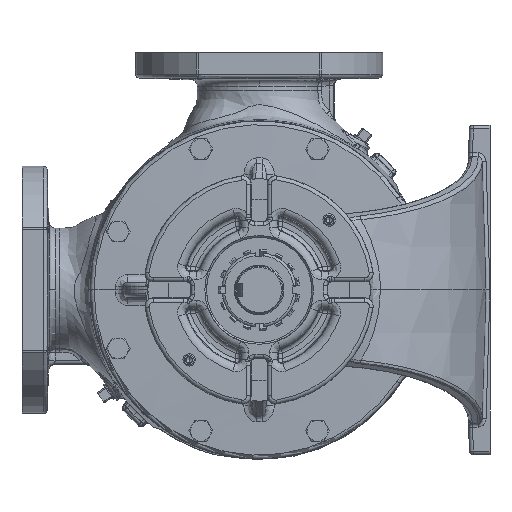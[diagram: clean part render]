
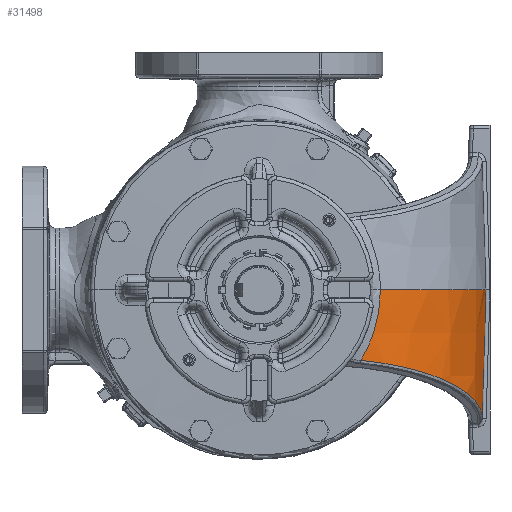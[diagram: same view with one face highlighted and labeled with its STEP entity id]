
A CAD part, left-side view. The second image highlights one B-rep face of the part: STEP entity #31498.
In plain terms, the highlighted conical face has half-angle 1.75 degrees and reference radius 133.35 mm.
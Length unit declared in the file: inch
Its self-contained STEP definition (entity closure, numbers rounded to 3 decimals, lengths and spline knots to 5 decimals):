
#251 = CARTESIAN_POINT ( 'NONE',  ( -9.14899, -5.35311, -2.62431 ) ) ;
#484 = CARTESIAN_POINT ( 'NONE',  ( -5.5454, -6.76065, -3.90548 ) ) ;
#858 = CARTESIAN_POINT ( 'NONE',  ( -7.4074, -6.44073, -3.24356 ) ) ;
#1090 = CARTESIAN_POINT ( 'NONE',  ( -5.67873, -6.87869, 0. ) ) ;
#4208 = CARTESIAN_POINT ( 'NONE',  ( -10.39743, -3.61437, -0.74592 ) ) ;
#4929 = DIRECTION ( 'NONE',  ( 0., 0., 1. ) ) ;
#7969 = FACE_OUTER_BOUND ( 'NONE', #142859, .T. ) ;
#8896 = AXIS2_PLACEMENT_3D ( 'NONE', #148048, #178106, #120333 ) ;
#14092 = CARTESIAN_POINT ( 'NONE',  ( -10.34568, -3.62837, -2.19876 ) ) ;
#14729 = CARTESIAN_POINT ( 'NONE',  ( -8.99383, -5.49437, -2.67949 ) ) ;
#15359 = CARTESIAN_POINT ( 'NONE',  ( -6.89007, -6.6082, -3.42748 ) ) ;
#18710 = CARTESIAN_POINT ( 'NONE',  ( -10.42395, -3.51411, -1.154 ) ) ;
#28618 = CARTESIAN_POINT ( 'NONE',  ( -10.19403, -3.95141, -2.25269 ) ) ;
#29239 = CARTESIAN_POINT ( 'NONE',  ( -8.72517, -5.71527, -2.77502 ) ) ;
#29869 = CARTESIAN_POINT ( 'NONE',  ( -6.22517, -6.72681, -3.66384 ) ) ;
#31498 = ADVANCED_FACE ( 'NONE', ( #7969 ), #185781, .T. ) ;
#33204 = CARTESIAN_POINT ( 'NONE',  ( -10.43541, -3.4727, -1.28836 ) ) ;
#43100 = CARTESIAN_POINT ( 'NONE',  ( -10.09325, -4.14022, -2.28853 ) ) ;
#43717 = CARTESIAN_POINT ( 'NONE',  ( -8.1552, -6.098, -2.97768 ) ) ;
#44338 = CARTESIAN_POINT ( 'NONE',  ( -5.88638, -6.75454, -3.78428 ) ) ;
#47079 = CARTESIAN_POINT ( 'NONE',  ( -10.39475, -3.67984, 0. ) ) ;
#47696 = CARTESIAN_POINT ( 'NONE',  ( -10.45247, -3.41149, -1.46458 ) ) ;
#55761 = CARTESIAN_POINT ( 'NONE',  ( -10.44992, -3.36117, -2.16169 ) ) ;
#57294 = EDGE_CURVE ( 'NONE', #106521, #100854, #162196, .T. ) ;
#57645 = CARTESIAN_POINT ( 'NONE',  ( -9.94832, -4.38546, -2.34007 ) ) ;
#58257 = CARTESIAN_POINT ( 'NONE',  ( -7.78706, -6.28034, -3.10857 ) ) ;
#58884 = CARTESIAN_POINT ( 'NONE',  ( -5.68177, -6.7612, -3.85701 ) ) ;
#61641 = CARTESIAN_POINT ( 'NONE',  ( -10.39214, -3.67862, -0.09407 ) ) ;
#62248 = CARTESIAN_POINT ( 'NONE',  ( -10.49196, -3.26766, -1.80653 ) ) ;
#63569 = CARTESIAN_POINT ( 'NONE',  ( -5.67873, -6.87869, 0. ) ) ;
#71539 = CARTESIAN_POINT ( 'NONE',  ( -10.49669, -3.22467, -2.14505 ) ) ;
#72176 = CARTESIAN_POINT ( 'NONE',  ( -9.6258, -4.84567, -2.45477 ) ) ;
#72796 = CARTESIAN_POINT ( 'NONE',  ( -7.66174, -6.3364, -3.15313 ) ) ;
#73429 = CARTESIAN_POINT ( 'NONE',  ( -5.5454, -6.76065, -3.90548 ) ) ;
#76157 = CARTESIAN_POINT ( 'NONE',  ( -10.39006, -3.67249, -0.23509 ) ) ;
#76790 = CARTESIAN_POINT ( 'NONE',  ( -10.53765, -3.08629, -2.13049 ) ) ;
#77730 = B_SPLINE_CURVE_WITH_KNOTS ( 'NONE', 3,
 ( #484, #86939, #87557, #1090 ),
 .UNSPECIFIED., .F., .F.,
 ( 4, 4 ),
 ( 0., 0.0993 ),
 .UNSPECIFIED. ) ;
#82312 = CARTESIAN_POINT ( 'NONE',  ( -5.5454, -6.76065, -3.90548 ) ) ;
#86720 = CARTESIAN_POINT ( 'NONE',  ( -9.19927, -5.30476, -2.60644 ) ) ;
#86939 = CARTESIAN_POINT ( 'NONE',  ( -5.58982, -6.80056, -2.60367 ) ) ;
#87330 = CARTESIAN_POINT ( 'NONE',  ( -7.56668, -6.37656, -3.18692 ) ) ;
#87557 = CARTESIAN_POINT ( 'NONE',  ( -5.63426, -6.8399, -1.30184 ) ) ;
#87791 = B_SPLINE_CURVE_WITH_KNOTS ( 'NONE', 3,
 ( #100531, #71539, #55761, #14092, #114951, #28618, #129412, #43100, #143875, #57645, #158333, #72176, #172777, #86720, #251, #101138, #14729, #115579, #29239, #130033, #43717, #144501, #58257, #158963, #72796, #173405, #87330, #858, #101764, #15359, #116199, #29869, #130679, #44338, #145139, #58884, #159596, #73429 ),
 .UNSPECIFIED., .F., .F.,
 ( 4, 2, 2, 2, 2, 2, 2, 2, 2, 2, 2, 2, 2, 2, 2, 2, 2, 2, 4 ),
 ( 0., 0.01105, 0.0221, 0.02762, 0.03315, 0.0442, 0.06629, 0.07182, 0.07734, 0.08839, 0.11049, 0.11601, 0.11878, 0.12154, 0.13259, 0.15468, 0.16573, 0.17126, 0.17678 ),
 .UNSPECIFIED. ) ;
#90691 = CARTESIAN_POINT ( 'NONE',  ( -10.39065, -3.65274, -0.46854 ) ) ;
#91406 = CARTESIAN_POINT ( 'NONE',  ( -5.56146, -1.63, 0. ) ) ;
#100531 = CARTESIAN_POINT ( 'NONE',  ( -10.53765, -3.08629, -2.13049 ) ) ;
#100854 = VERTEX_POINT ( 'NONE', #63569 ) ;
#101138 = CARTESIAN_POINT ( 'NONE',  ( -9.04633, -5.44787, -2.66082 ) ) ;
#101764 = CARTESIAN_POINT ( 'NONE',  ( -7.27886, -6.48658, -3.28925 ) ) ;
#105065 = CARTESIAN_POINT ( 'NONE',  ( -10.40692, -3.57669, -0.92856 ) ) ;
#105770 = DIRECTION ( 'NONE',  ( 1., 0., 0. ) ) ;
#106521 = VERTEX_POINT ( 'NONE', #132749 ) ;
#108689 = EDGE_CURVE ( 'NONE', #162006, #151027, #87791, .T. ) ;
#109226 = EDGE_CURVE ( 'NONE', #151027, #100854, #77730, .T. ) ;
#109463 = EDGE_CURVE ( 'NONE', #106521, #162006, #110761, .T. ) ;
#110761 = B_SPLINE_CURVE_WITH_KNOTS ( 'NONE', 3,
 ( #47079, #133382, #61641, #162292, #76157, #176692, #90691, #4208, #105065, #18710, #119525, #33204, #133994, #47696, #148477, #62248, #162911, #76790 ),
 .UNSPECIFIED., .F., .F.,
 ( 4, 2, 2, 2, 2, 2, 2, 2, 4 ),
 ( 0., 0.00359, 0.00717, 0.01434, 0.02868, 0.03227, 0.03585, 0.04302, 0.05736 ),
 .UNSPECIFIED. ) ;
#111553 = ORIENTED_EDGE ( 'NONE', *, *, #109463, .T. ) ;
#114189 = ORIENTED_EDGE ( 'NONE', *, *, #108689, .T. ) ;
#114951 = CARTESIAN_POINT ( 'NONE',  ( -10.28819, -3.75921, -2.21921 ) ) ;
#115579 = CARTESIAN_POINT ( 'NONE',  ( -8.83431, -5.62995, -2.73621 ) ) ;
#116199 = CARTESIAN_POINT ( 'NONE',  ( -6.62662, -6.66816, -3.52113 ) ) ;
#119525 = CARTESIAN_POINT ( 'NONE',  ( -10.42762, -3.50079, -1.19901 ) ) ;
#120333 = DIRECTION ( 'NONE',  ( 1., 0., 0. ) ) ;
#129412 = CARTESIAN_POINT ( 'NONE',  ( -10.16132, -4.0148, -2.26432 ) ) ;
#130033 = CARTESIAN_POINT ( 'NONE',  ( -8.38963, -5.95657, -2.89433 ) ) ;
#130679 = CARTESIAN_POINT ( 'NONE',  ( -6.0903, -6.74111, -3.71179 ) ) ;
#132749 = CARTESIAN_POINT ( 'NONE',  ( -10.39475, -3.67984, 0. ) ) ;
#133382 = CARTESIAN_POINT ( 'NONE',  ( -10.39328, -3.67962, -0.04704 ) ) ;
#133994 = CARTESIAN_POINT ( 'NONE',  ( -10.43953, -3.45793, -1.33268 ) ) ;
#142859 = EDGE_LOOP ( 'NONE', ( #114189, #149671, #184600, #111553 ) ) ;
#143875 = CARTESIAN_POINT ( 'NONE',  ( -10.05783, -4.20235, -2.30113 ) ) ;
#144501 = CARTESIAN_POINT ( 'NONE',  ( -7.84897, -6.25095, -3.08656 ) ) ;
#145139 = CARTESIAN_POINT ( 'NONE',  ( -5.81812, -6.75767, -3.80854 ) ) ;
#145938 = CARTESIAN_POINT ( 'NONE',  ( -10.53765, -3.08629, -2.13049 ) ) ;
#148048 = CARTESIAN_POINT ( 'NONE',  ( -5.56146, -1.63, 0. ) ) ;
#148477 = CARTESIAN_POINT ( 'NONE',  ( -10.46189, -3.37767, -1.55111 ) ) ;
#149671 = ORIENTED_EDGE ( 'NONE', *, *, #109226, .T. ) ;
#151027 = VERTEX_POINT ( 'NONE', #82312 ) ;
#158333 = CARTESIAN_POINT ( 'NONE',  ( -9.87088, -4.50346, -2.36761 ) ) ;
#158963 = CARTESIAN_POINT ( 'NONE',  ( -7.6932, -6.32262, -3.14194 ) ) ;
#159596 = CARTESIAN_POINT ( 'NONE',  ( -5.61359, -6.76161, -3.88125 ) ) ;
#162006 = VERTEX_POINT ( 'NONE', #145938 ) ;
#162196 = CIRCLE ( 'NONE', #174009, 5.25 ) ;
#162292 = CARTESIAN_POINT ( 'NONE',  ( -10.39053, -3.67506, -0.18809 ) ) ;
#162911 = CARTESIAN_POINT ( 'NONE',  ( -10.51443, -3.18296, -1.97131 ) ) ;
#172777 = CARTESIAN_POINT ( 'NONE',  ( -9.44546, -5.05821, -2.51889 ) ) ;
#173405 = CARTESIAN_POINT ( 'NONE',  ( -7.5985, -6.36337, -3.17561 ) ) ;
#174009 = AXIS2_PLACEMENT_3D ( 'NONE', #91406, #4929, #105770 ) ;
#176692 = CARTESIAN_POINT ( 'NONE',  ( -10.38963, -3.66248, -0.37551 ) ) ;
#178106 = DIRECTION ( 'NONE',  ( 0., 0., 1. ) ) ;
#184600 = ORIENTED_EDGE ( 'NONE', *, *, #57294, .F. ) ;
#185781 = CONICAL_SURFACE ( 'NONE', #8896, 5.25, 0.031 ) ;
